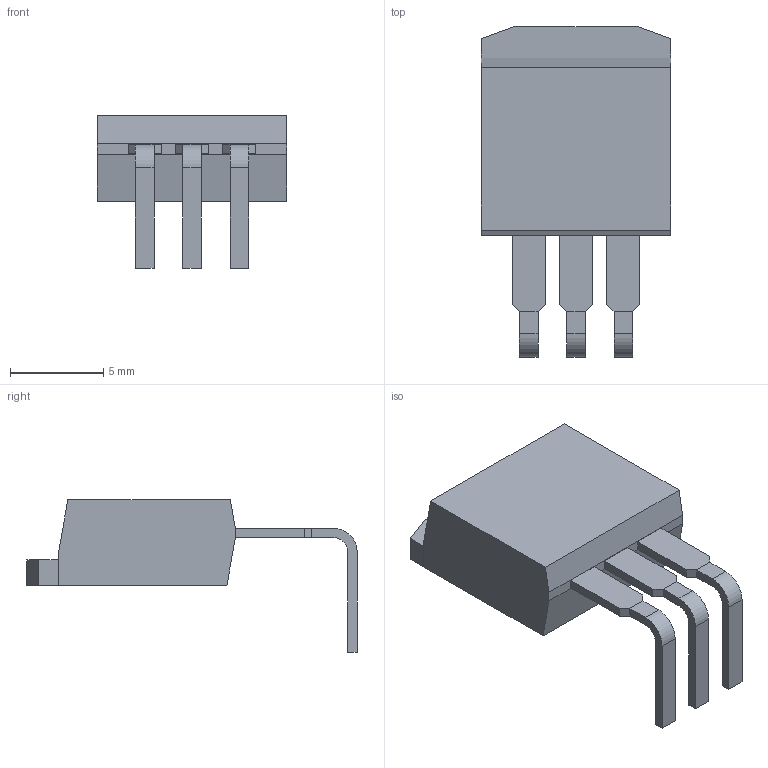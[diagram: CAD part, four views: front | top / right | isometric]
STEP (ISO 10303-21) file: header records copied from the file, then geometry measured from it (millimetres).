
FILE_DESCRIPTION((''),'2;1');
FILE_NAME('TO-262-H.stp','2012-10-02T08:32:10',(''),(''),'Mechanical Desktop 2011','Mechanical Desktop 2011',', , ');
FILE_SCHEMA(('AUTOMOTIVE_DESIGN { 1 2 10303 214 1 1 1 1 }'));
Length unit declared in the file: millimetre
Products named in the file (1): Product
Bounding box: 10.16 x 17.75 x 8.2 mm (x, y, z)
Volume: 473.8 mm3; surface area: 723.2 mm2
Topology: 9 solids, 9 shells, 81 faces, 189 edges, 126 vertices
Faces by surface type: plane 74, cylinder 6, bspline 1
Entity records: 2319 total; most frequent: CARTESIAN_POINT 400, ORIENTED_EDGE 378, DIRECTION 363, EDGE_CURVE 189, VECTOR 177, LINE 177, VERTEX_POINT 126, AXIS2_PLACEMENT_3D 93
